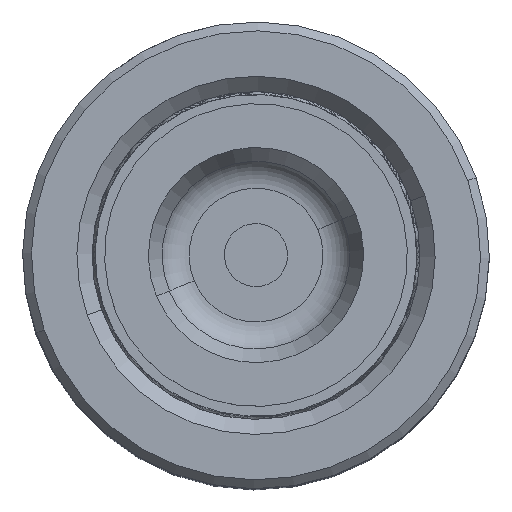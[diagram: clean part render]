
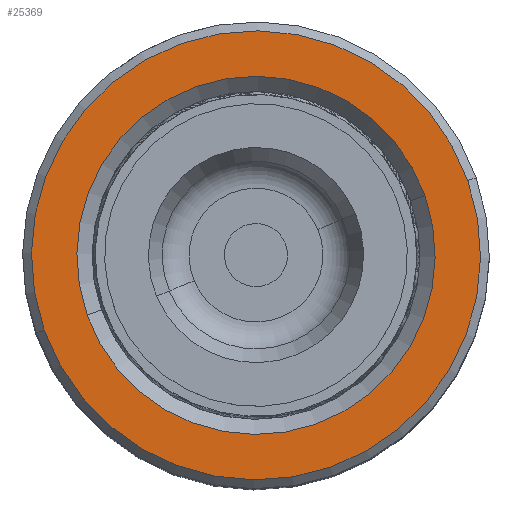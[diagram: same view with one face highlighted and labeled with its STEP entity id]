
A CAD part, top view. The second image highlights one B-rep face of the part: STEP entity #25369.
In plain terms, the highlighted planar face has unit normal (0, 0, 1).
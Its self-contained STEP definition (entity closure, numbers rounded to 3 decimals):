
#360 = FACE_OUTER_BOUND ( 'NONE', #9517, .T. ) ;
#1943 = DIRECTION ( 'NONE',  ( 1., 0., 0. ) ) ;
#1944 = AXIS2_PLACEMENT_3D ( 'NONE', #8241, #35532, #1943 ) ;
#2466 = AXIS2_PLACEMENT_3D ( 'NONE', #13748, #22616, #23016 ) ;
#4294 = ORIENTED_EDGE ( 'NONE', *, *, #5299, .T. ) ;
#4406 = EDGE_CURVE ( 'NONE', #19750, #13707, #32098, .T. ) ;
#5299 = EDGE_CURVE ( 'NONE', #35577, #9165, #36913, .T. ) ;
#5554 = DIRECTION ( 'NONE',  ( 1., 0., 0. ) ) ;
#5765 = DIRECTION ( 'NONE',  ( 0., 0., 1. ) ) ;
#8241 = CARTESIAN_POINT ( 'NONE',  ( 0., 0., 60. ) ) ;
#9124 = EDGE_CURVE ( 'NONE', #9165, #35577, #16184, .T. ) ;
#9165 = VERTEX_POINT ( 'NONE', #38370 ) ;
#9517 = EDGE_LOOP ( 'NONE', ( #11669, #16736 ) ) ;
#11645 = DIRECTION ( 'NONE',  ( 0., 0., -1. ) ) ;
#11669 = ORIENTED_EDGE ( 'NONE', *, *, #38076, .T. ) ;
#13707 = VERTEX_POINT ( 'NONE', #20528 ) ;
#13748 = CARTESIAN_POINT ( 'NONE',  ( 0., 0., 60. ) ) ;
#14117 = EDGE_LOOP ( 'NONE', ( #21139, #4294 ) ) ;
#15058 = CIRCLE ( 'NONE', #30258, 17.8 ) ;
#16184 = CIRCLE ( 'NONE', #2466, 14.2 ) ;
#16736 = ORIENTED_EDGE ( 'NONE', *, *, #4406, .T. ) ;
#18217 = AXIS2_PLACEMENT_3D ( 'NONE', #24276, #5765, #35991 ) ;
#19750 = VERTEX_POINT ( 'NONE', #35101 ) ;
#20241 = DIRECTION ( 'NONE',  ( 1., 0., 0. ) ) ;
#20368 = DIRECTION ( 'NONE',  ( 0., 0., 1. ) ) ;
#20528 = CARTESIAN_POINT ( 'NONE',  ( -17.8, 0., 60. ) ) ;
#20894 = CARTESIAN_POINT ( 'NONE',  ( -14.2, 0., 60. ) ) ;
#21139 = ORIENTED_EDGE ( 'NONE', *, *, #9124, .T. ) ;
#22326 = AXIS2_PLACEMENT_3D ( 'NONE', #33344, #11645, #5554 ) ;
#22616 = DIRECTION ( 'NONE',  ( 0., 0., -1. ) ) ;
#23016 = DIRECTION ( 'NONE',  ( 1., 0., 0. ) ) ;
#24276 = CARTESIAN_POINT ( 'NONE',  ( 0., 0., 60. ) ) ;
#25369 = ADVANCED_FACE ( 'NONE', ( #360, #32201 ), #36061, .T. ) ;
#30258 = AXIS2_PLACEMENT_3D ( 'NONE', #35708, #20368, #20241 ) ;
#32098 = CIRCLE ( 'NONE', #18217, 17.8 ) ;
#32201 = FACE_BOUND ( 'NONE', #14117, .T. ) ;
#33344 = CARTESIAN_POINT ( 'NONE',  ( 0., 0., 60. ) ) ;
#35101 = CARTESIAN_POINT ( 'NONE',  ( 17.8, 0., 60. ) ) ;
#35532 = DIRECTION ( 'NONE',  ( 0., 0., 1. ) ) ;
#35577 = VERTEX_POINT ( 'NONE', #20894 ) ;
#35708 = CARTESIAN_POINT ( 'NONE',  ( 0., 0., 60. ) ) ;
#35991 = DIRECTION ( 'NONE',  ( 1., 0., 0. ) ) ;
#36061 = PLANE ( 'NONE',  #1944 ) ;
#36913 = CIRCLE ( 'NONE', #22326, 14.2 ) ;
#38076 = EDGE_CURVE ( 'NONE', #13707, #19750, #15058, .T. ) ;
#38370 = CARTESIAN_POINT ( 'NONE',  ( 14.2, 0., 60. ) ) ;
